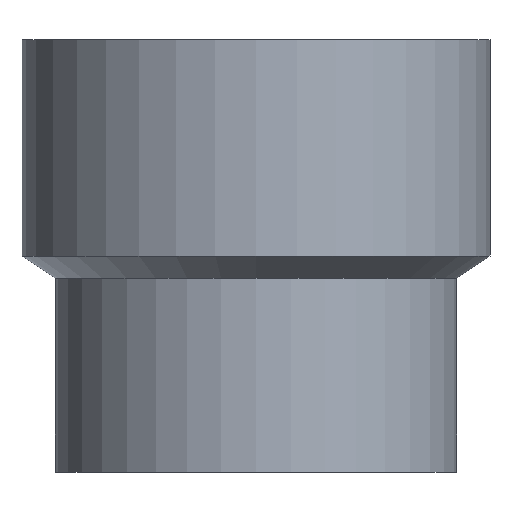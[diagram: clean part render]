
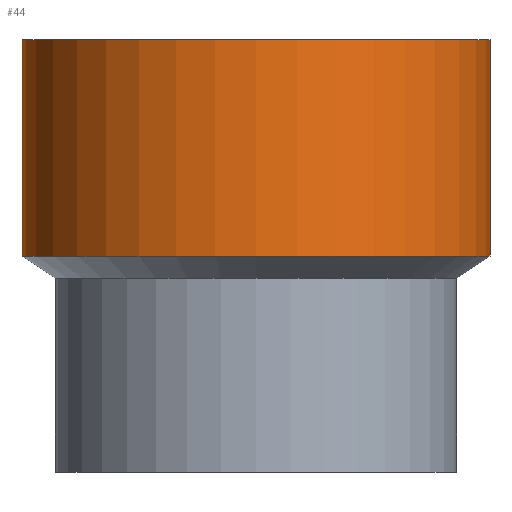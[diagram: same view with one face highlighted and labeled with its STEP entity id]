
A CAD part, front view. The second image highlights one B-rep face of the part: STEP entity #44.
In plain terms, the highlighted cylindrical face has radius 52.5 mm (diameter 105 mm), a partial arc.
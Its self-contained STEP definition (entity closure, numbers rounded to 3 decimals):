
#44=ADVANCED_FACE('',(#100),#101,.T.);
#100=FACE_OUTER_BOUND('',#170,.T.);
#101=CYLINDRICAL_SURFACE('',#171,52.5);
#170=EDGE_LOOP('',(#234,#235,#236,#237));
#171=AXIS2_PLACEMENT_3D('',#238,#239,#240);
#234=ORIENTED_EDGE('',*,*,#387,.F.);
#235=ORIENTED_EDGE('',*,*,#388,.F.);
#236=ORIENTED_EDGE('',*,*,#389,.F.);
#237=ORIENTED_EDGE('',*,*,#390,.F.);
#238=CARTESIAN_POINT('',(0.0,0.0,72.75));
#239=DIRECTION('',(0.0,0.0,-1.0));
#240=DIRECTION('',(1.0,0.0,0.0));
#387=EDGE_CURVE('',#445,#446,#447,.T.);
#388=EDGE_CURVE('',#448,#445,#449,.T.);
#389=EDGE_CURVE('',#450,#448,#451,.T.);
#390=EDGE_CURVE('',#446,#450,#452,.T.);
#445=VERTEX_POINT('',#527);
#446=VERTEX_POINT('',#528);
#447=LINE('',#529,#530);
#448=VERTEX_POINT('',#531);
#449=CIRCLE('',#532,52.5);
#450=VERTEX_POINT('',#533);
#451=LINE('',#534,#535);
#452=CIRCLE('',#536,52.5);
#527=CARTESIAN_POINT('',(52.5,0.0,97.0));
#528=CARTESIAN_POINT('',(52.5,0.0,48.5));
#529=CARTESIAN_POINT('',(52.5,0.,72.75));
#530=VECTOR('',#622,1.0);
#531=CARTESIAN_POINT('',(-52.5,0.,97.0));
#532=AXIS2_PLACEMENT_3D('',#623,#624,#625);
#533=CARTESIAN_POINT('',(-52.5,0.,48.5));
#534=CARTESIAN_POINT('',(-52.5,0.,72.75));
#535=VECTOR('',#626,1.0);
#536=AXIS2_PLACEMENT_3D('',#627,#628,#629);
#622=DIRECTION('',(0.0,0.0,-1.0));
#623=CARTESIAN_POINT('',(0.0,0.0,97.0));
#624=DIRECTION('',(0.0,0.0,1.0));
#625=DIRECTION('',(1.0,0.0,0.0));
#626=DIRECTION('',(-0.0,-0.0,1.0));
#627=CARTESIAN_POINT('',(0.0,0.0,48.5));
#628=DIRECTION('',(0.0,0.0,-1.0));
#629=DIRECTION('',(1.0,0.0,0.0));
